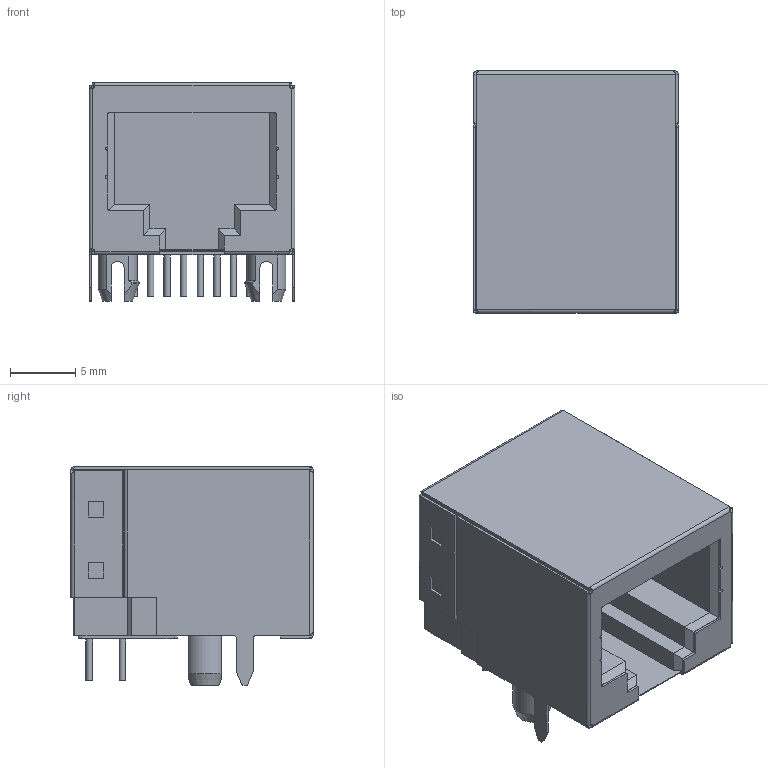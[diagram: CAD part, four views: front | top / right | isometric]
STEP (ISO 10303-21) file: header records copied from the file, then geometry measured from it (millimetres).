
FILE_DESCRIPTION(/* description */ (''),/* implementation_level */ '2;1');
FILE_NAME(/* name */ 'a-2004-2-4-lps-n-r.step',/* time_stamp */ '2020-09-21T10:00:58+02:00',/* author */ (''),/* organization */ (''),/* preprocessor_version */ 'ST-DEVELOPER v18.1',/* originating_system */ 'Autodesk Translation Framework v9.3.0.1241',/* authorisation */ '');
FILE_SCHEMA (('AUTOMOTIVE_DESIGN { 1 0 10303 214 3 1 1 }'));
Length unit declared in the file: millimetre
Products named in the file (2): (Unsaved); Component1
Assembly tree (1 placements, depth 2):
  (Unsaved)
    Component1
Bounding box: 15.8 x 18.6 x 16.8 mm (x, y, z)
Volume: 2737.2 mm3; surface area: 2436.2 mm2
Topology: 1 solids, 1 shells, 311 faces, 791 edges, 484 vertices
Faces by surface type: plane 220, cylinder 71, bspline 14, cone 6
Full cylindrical faces by diameter (mm): 0.5 x8
Entity records: 10083 total; most frequent: CARTESIAN_POINT 2561, ORIENTED_EDGE 1582, DIRECTION 1509, EDGE_CURVE 791, LINE 577, VECTOR 577, VERTEX_POINT 484, AXIS2_PLACEMENT_3D 466
